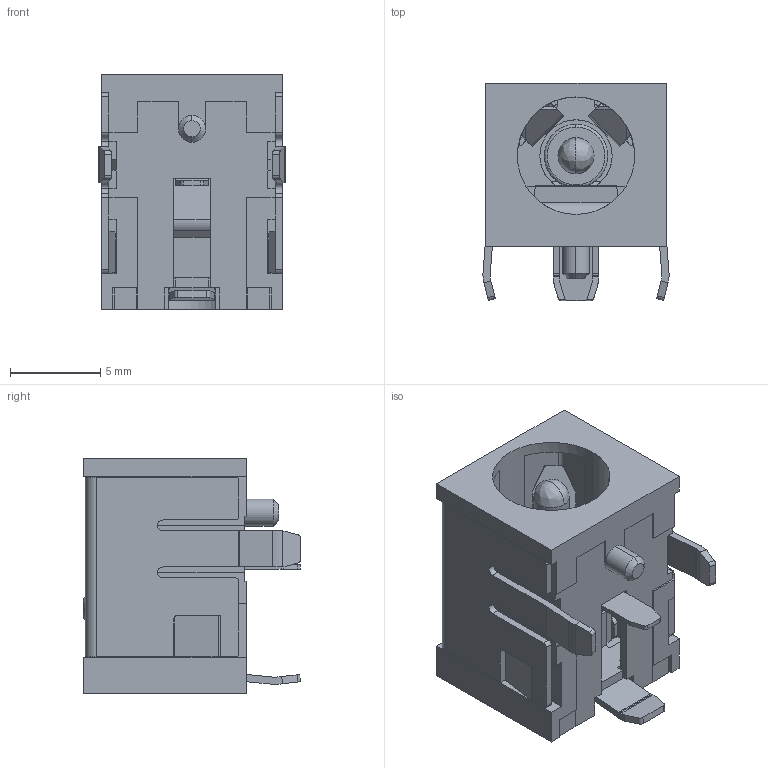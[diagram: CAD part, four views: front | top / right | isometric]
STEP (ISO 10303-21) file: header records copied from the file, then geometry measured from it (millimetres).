
FILE_DESCRIPTION (( 'STEP AP203' ), '1' );
FILE_NAME ('CUI_DEVICES_PJ-063AH.step', '2024-02-15T16:56:16', ( '' ), ( '' ), 'SwSTEP 2.0', 'SolidWorks 2023', '' );
FILE_SCHEMA (( 'CONFIG_CONTROL_DESIGN' ));
Length unit declared in the file: inch
Products named in the file (1): CUI_DEVICES_PJ-063AH
Bounding box: 10.3 x 12 x 13 mm (x, y, z)
Volume: 646.3 mm3; surface area: 2045.9 mm2
Topology: 1 solids, 1 shells, 560 faces, 1663 edges, 1087 vertices
Faces by surface type: plane 356, cylinder 155, bspline 26, torus 19, cone 2, sphere 2
Entity records: 19493 total; most frequent: CARTESIAN_POINT 4314, ORIENTED_EDGE 3318, DIRECTION 3036, EDGE_CURVE 1659, VECTOR 1202, LINE 1202, VERTEX_POINT 1087, AXIS2_PLACEMENT_3D 917
